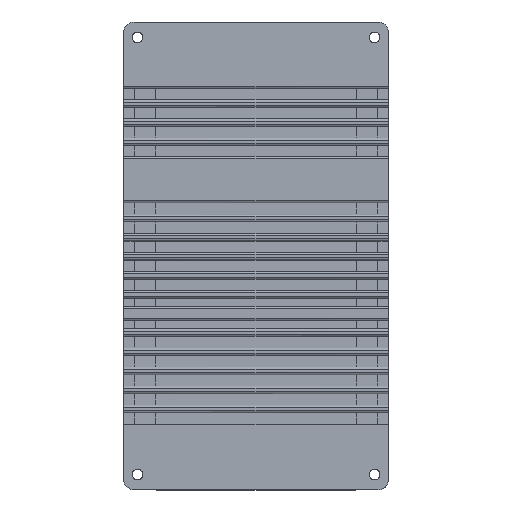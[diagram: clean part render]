
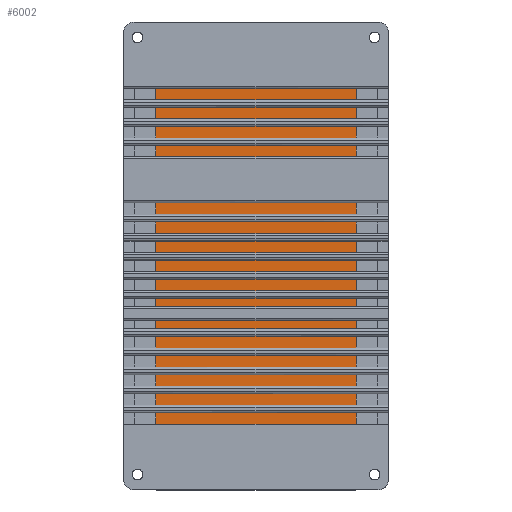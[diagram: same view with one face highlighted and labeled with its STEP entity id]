
A CAD part, top view. The second image highlights one B-rep face of the part: STEP entity #6002.
In plain terms, the highlighted free-form (B-spline) face has degree [1, 1] with [2, 2] control points.
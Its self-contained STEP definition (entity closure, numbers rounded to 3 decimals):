
#5762 = VERTEX_POINT('',#5763);
#5763 = CARTESIAN_POINT('',(63.055,105.238,
    25.594));
#5768 = EDGE_CURVE('',#5762,#5769,#5771,.T.);
#5769 = VERTEX_POINT('',#5770);
#5770 = CARTESIAN_POINT('',(63.055,-105.801,
    25.594));
#5771 = B_SPLINE_CURVE_WITH_KNOTS('',1,(#5772,#5773),.UNSPECIFIED.,.F.,
  .F.,(2,2),(0.,156.668),.PIECEWISE_BEZIER_KNOTS.);
#5772 = CARTESIAN_POINT('',(63.055,105.238,
    25.594));
#5773 = CARTESIAN_POINT('',(63.055,-105.801,
    25.594));
#5980 = VERTEX_POINT('',#5981);
#5981 = CARTESIAN_POINT('',(-63.055,-105.801,
    25.594));
#5986 = EDGE_CURVE('',#5980,#5987,#5989,.T.);
#5987 = VERTEX_POINT('',#5988);
#5988 = CARTESIAN_POINT('',(-63.055,105.238,
    25.594));
#5989 = B_SPLINE_CURVE_WITH_KNOTS('',1,(#5990,#5991),.UNSPECIFIED.,.F.,
  .F.,(2,2),(-156.668,0.),.PIECEWISE_BEZIER_KNOTS.);
#5990 = CARTESIAN_POINT('',(-63.055,-105.801,
    25.594));
#5991 = CARTESIAN_POINT('',(-63.055,105.238,
    25.594));
#6002 = ADVANCED_FACE('',(#6003),#6017,.F.);
#6003 = FACE_BOUND('',#6004,.T.);
#6004 = EDGE_LOOP('',(#6005,#6006,#6011,#6012));
#6005 = ORIENTED_EDGE('',*,*,#5986,.F.);
#6006 = ORIENTED_EDGE('',*,*,#6007,.F.);
#6007 = EDGE_CURVE('',#5769,#5980,#6008,.T.);
#6008 = B_SPLINE_CURVE_WITH_KNOTS('',1,(#6009,#6010),.UNSPECIFIED.,.F.,
  .F.,(2,2),(-93.62,0.),.PIECEWISE_BEZIER_KNOTS.);
#6009 = CARTESIAN_POINT('',(63.055,-105.801,
    25.594));
#6010 = CARTESIAN_POINT('',(-63.055,-105.801,
    25.594));
#6011 = ORIENTED_EDGE('',*,*,#5768,.F.);
#6012 = ORIENTED_EDGE('',*,*,#6013,.F.);
#6013 = EDGE_CURVE('',#5987,#5762,#6014,.T.);
#6014 = B_SPLINE_CURVE_WITH_KNOTS('',1,(#6015,#6016),.UNSPECIFIED.,.F.,
  .F.,(2,2),(0.,93.62),.PIECEWISE_BEZIER_KNOTS.);
#6015 = CARTESIAN_POINT('',(-63.055,105.238,
    25.594));
#6016 = CARTESIAN_POINT('',(63.055,105.238,
    25.594));
#6017 = B_SPLINE_SURFACE_WITH_KNOTS('',1,1,(
    (#6018,#6019)
    ,(#6020,#6021
  )),.UNSPECIFIED.,.F.,.F.,.F.,(2,2),(2,2),(-46.81,46.81),(
    -78.334,78.334),.PIECEWISE_BEZIER_KNOTS.);
#6018 = CARTESIAN_POINT('',(63.055,-105.801,
    25.594));
#6019 = CARTESIAN_POINT('',(63.055,105.238,
    25.594));
#6020 = CARTESIAN_POINT('',(-63.055,-105.801,
    25.594));
#6021 = CARTESIAN_POINT('',(-63.055,105.238,
    25.594));
